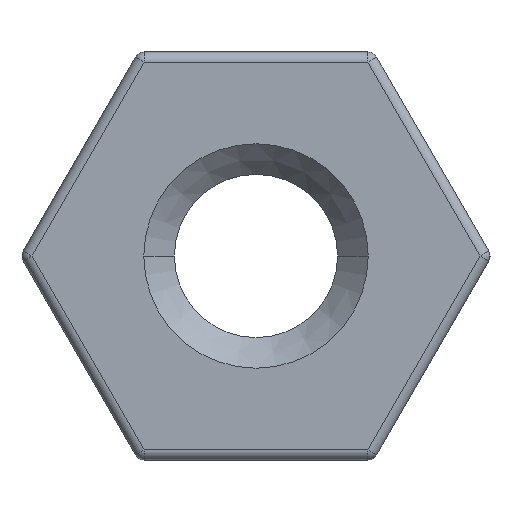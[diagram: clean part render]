
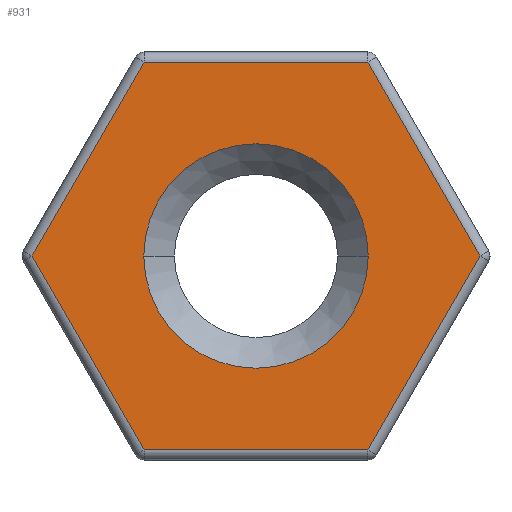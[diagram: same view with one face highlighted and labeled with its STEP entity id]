
A CAD part, left-side view. The second image highlights one B-rep face of the part: STEP entity #931.
In plain terms, the highlighted planar face has unit normal (-1, 0, 0).
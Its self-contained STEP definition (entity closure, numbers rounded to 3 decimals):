
#13 = PLANE ( 'NONE',  #1139 ) ;
#39 = VECTOR ( 'NONE', #296, 1000. ) ;
#43 = LINE ( 'NONE', #110, #39 ) ;
#49 = VECTOR ( 'NONE', #1226, 1000. ) ;
#51 = LINE ( 'NONE', #981, #49 ) ;
#52 = AXIS2_PLACEMENT_3D ( 'NONE', #160, #159, #154 ) ;
#60 = VECTOR ( 'NONE', #603, 1000. ) ;
#62 = LINE ( 'NONE', #1029, #60 ) ;
#106 = CIRCLE ( 'NONE', #990, 1.1 ) ;
#110 = CARTESIAN_POINT ( 'NONE',  ( 0., -1.645, -0.95 ) ) ;
#154 = DIRECTION ( 'NONE',  ( 0., 1., 0. ) ) ;
#159 = DIRECTION ( 'NONE',  ( 1., 0., 0. ) ) ;
#160 = CARTESIAN_POINT ( 'NONE',  ( 0., 0., 0. ) ) ;
#164 = CARTESIAN_POINT ( 'NONE',  ( 0., 2.194, 0. ) ) ;
#181 = CIRCLE ( 'NONE', #52, 1.1 ) ;
#186 = CARTESIAN_POINT ( 'NONE',  ( 0., -1.097, 1.9 ) ) ;
#198 = DIRECTION ( 'NONE',  ( 0., 1., 0. ) ) ;
#208 = VECTOR ( 'NONE', #300, 1000. ) ;
#211 = VECTOR ( 'NONE', #351, 1000. ) ;
#214 = LINE ( 'NONE', #306, #208 ) ;
#225 = LINE ( 'NONE', #333, #211 ) ;
#249 = EDGE_CURVE ( 'NONE', #844, #851, #367, .T. ) ;
#263 = CARTESIAN_POINT ( 'NONE',  ( 0., 0., 0. ) ) ;
#296 = DIRECTION ( 'NONE',  ( 0., -0.5, 0.866 ) ) ;
#300 = DIRECTION ( 'NONE',  ( 0., -1., 0. ) ) ;
#306 = CARTESIAN_POINT ( 'NONE',  ( 0., 0., -1.9 ) ) ;
#333 = CARTESIAN_POINT ( 'NONE',  ( 0., -1.645, 0.95 ) ) ;
#351 = DIRECTION ( 'NONE',  ( 0., 0.5, 0.866 ) ) ;
#354 = EDGE_CURVE ( 'NONE', #621, #844, #225, .T. ) ;
#355 = VECTOR ( 'NONE', #1172, 1000. ) ;
#356 = EDGE_CURVE ( 'NONE', #574, #929, #214, .T. ) ;
#367 = LINE ( 'NONE', #992, #355 ) ;
#376 = EDGE_CURVE ( 'NONE', #617, #469, #181, .T. ) ;
#435 = EDGE_CURVE ( 'NONE', #469, #617, #106, .T. ) ;
#442 = DIRECTION ( 'NONE',  ( 0., 1., 0. ) ) ;
#446 = ORIENTED_EDGE ( 'NONE', *, *, #464, .T. ) ;
#450 = ORIENTED_EDGE ( 'NONE', *, *, #356, .T. ) ;
#452 = ORIENTED_EDGE ( 'NONE', *, *, #489, .T. ) ;
#464 = EDGE_CURVE ( 'NONE', #698, #574, #62, .T. ) ;
#469 = VERTEX_POINT ( 'NONE', #1081 ) ;
#478 = EDGE_CURVE ( 'NONE', #851, #698, #51, .T. ) ;
#480 = ORIENTED_EDGE ( 'NONE', *, *, #376, .T. ) ;
#483 = ORIENTED_EDGE ( 'NONE', *, *, #435, .T. ) ;
#489 = EDGE_CURVE ( 'NONE', #929, #621, #43, .T. ) ;
#574 = VERTEX_POINT ( 'NONE', #1094 ) ;
#603 = DIRECTION ( 'NONE',  ( 0., -0.5, -0.866 ) ) ;
#617 = VERTEX_POINT ( 'NONE', #1096 ) ;
#621 = VERTEX_POINT ( 'NONE', #1145 ) ;
#634 = ORIENTED_EDGE ( 'NONE', *, *, #249, .T. ) ;
#698 = VERTEX_POINT ( 'NONE', #164 ) ;
#752 = ORIENTED_EDGE ( 'NONE', *, *, #354, .T. ) ;
#797 = ORIENTED_EDGE ( 'NONE', *, *, #478, .T. ) ;
#804 = EDGE_LOOP ( 'NONE', ( #480, #483 ) ) ;
#819 = CARTESIAN_POINT ( 'NONE',  ( 0., 0., 0. ) ) ;
#821 = EDGE_LOOP ( 'NONE', ( #752, #634, #797, #446, #450, #452 ) ) ;
#844 = VERTEX_POINT ( 'NONE', #186 ) ;
#851 = VERTEX_POINT ( 'NONE', #1002 ) ;
#929 = VERTEX_POINT ( 'NONE', #1199 ) ;
#931 = ADVANCED_FACE ( 'NONE', ( #987, #1126 ), #13, .F. ) ;
#981 = CARTESIAN_POINT ( 'NONE',  ( 0., 1.645, 0.95 ) ) ;
#987 = FACE_OUTER_BOUND ( 'NONE', #821, .T. ) ;
#990 = AXIS2_PLACEMENT_3D ( 'NONE', #263, #1077, #442 ) ;
#992 = CARTESIAN_POINT ( 'NONE',  ( 0., 0., 1.9 ) ) ;
#1002 = CARTESIAN_POINT ( 'NONE',  ( 0., 1.097, 1.9 ) ) ;
#1004 = DIRECTION ( 'NONE',  ( 1., 0., 0. ) ) ;
#1029 = CARTESIAN_POINT ( 'NONE',  ( 0., 1.645, -0.95 ) ) ;
#1077 = DIRECTION ( 'NONE',  ( 1., 0., 0. ) ) ;
#1081 = CARTESIAN_POINT ( 'NONE',  ( 0., -1.1, 0. ) ) ;
#1094 = CARTESIAN_POINT ( 'NONE',  ( 0., 1.097, -1.9 ) ) ;
#1096 = CARTESIAN_POINT ( 'NONE',  ( 0., 1.1, 0. ) ) ;
#1126 = FACE_BOUND ( 'NONE', #804, .T. ) ;
#1139 = AXIS2_PLACEMENT_3D ( 'NONE', #819, #1004, #198 ) ;
#1145 = CARTESIAN_POINT ( 'NONE',  ( 0., -2.194, 0. ) ) ;
#1172 = DIRECTION ( 'NONE',  ( 0., 1., 0. ) ) ;
#1199 = CARTESIAN_POINT ( 'NONE',  ( 0., -1.097, -1.9 ) ) ;
#1226 = DIRECTION ( 'NONE',  ( 0., 0.5, -0.866 ) ) ;
